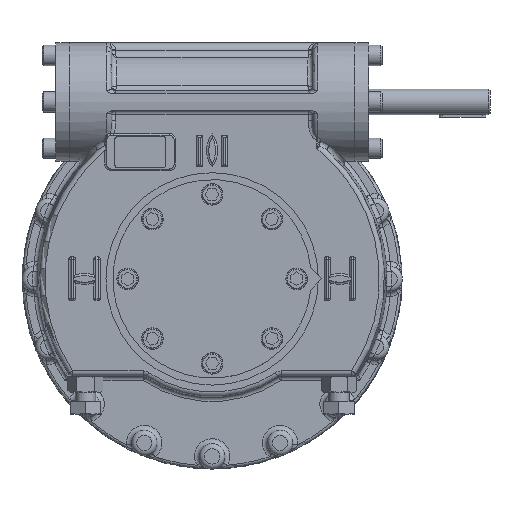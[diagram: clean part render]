
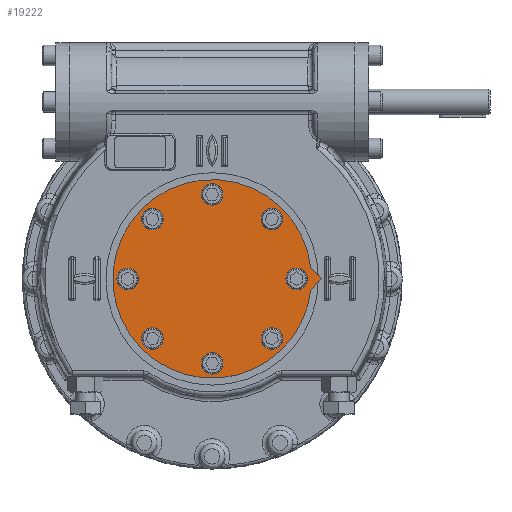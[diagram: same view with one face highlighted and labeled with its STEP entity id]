
A CAD part, top view. The second image highlights one B-rep face of the part: STEP entity #19222.
In plain terms, the highlighted planar face has unit normal (0, 0, 1).
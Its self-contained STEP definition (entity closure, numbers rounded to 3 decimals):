
#1525=CIRCLE('',#20768,117.5);
#1534=CIRCLE('',#20781,8.5);
#1535=CIRCLE('',#20782,8.5);
#1536=CIRCLE('',#20783,8.5);
#1537=CIRCLE('',#20784,8.5);
#1538=CIRCLE('',#20785,8.5);
#1539=CIRCLE('',#20786,8.5);
#1540=CIRCLE('',#20787,8.5);
#1541=CIRCLE('',#20788,8.5);
#2737=LINE('',#47797,#3920);
#2739=LINE('',#47800,#3922);
#3920=VECTOR('',#24700,1000.);
#3922=VECTOR('',#24704,1000.);
#8473=ORIENTED_EDGE('',*,*,#11656,.F.);
#8474=ORIENTED_EDGE('',*,*,#11657,.F.);
#8475=ORIENTED_EDGE('',*,*,#11658,.F.);
#8476=ORIENTED_EDGE('',*,*,#11659,.F.);
#8477=ORIENTED_EDGE('',*,*,#11660,.F.);
#8478=ORIENTED_EDGE('',*,*,#11661,.F.);
#8479=ORIENTED_EDGE('',*,*,#11662,.F.);
#8480=ORIENTED_EDGE('',*,*,#11663,.F.);
#8481=ORIENTED_EDGE('',*,*,#11641,.T.);
#8482=ORIENTED_EDGE('',*,*,#11645,.T.);
#8483=ORIENTED_EDGE('',*,*,#11647,.T.);
#11641=EDGE_CURVE('',#13998,#13997,#1525,.T.);
#11645=EDGE_CURVE('',#13997,#14000,#2737,.T.);
#11647=EDGE_CURVE('',#14000,#13998,#2739,.T.);
#11656=EDGE_CURVE('',#14009,#14009,#1534,.T.);
#11657=EDGE_CURVE('',#14010,#14010,#1535,.T.);
#11658=EDGE_CURVE('',#14011,#14011,#1536,.T.);
#11659=EDGE_CURVE('',#14012,#14012,#1537,.T.);
#11660=EDGE_CURVE('',#14013,#14013,#1538,.T.);
#11661=EDGE_CURVE('',#14014,#14014,#1539,.T.);
#11662=EDGE_CURVE('',#14015,#14015,#1540,.T.);
#11663=EDGE_CURVE('',#14016,#14016,#1541,.T.);
#13997=VERTEX_POINT('',#47788);
#13998=VERTEX_POINT('',#47790);
#14000=VERTEX_POINT('',#47796);
#14009=VERTEX_POINT('',#47820);
#14010=VERTEX_POINT('',#47822);
#14011=VERTEX_POINT('',#47824);
#14012=VERTEX_POINT('',#47826);
#14013=VERTEX_POINT('',#47828);
#14014=VERTEX_POINT('',#47830);
#14015=VERTEX_POINT('',#47832);
#14016=VERTEX_POINT('',#47834);
#15760=EDGE_LOOP('',(#8473));
#15761=EDGE_LOOP('',(#8474));
#15762=EDGE_LOOP('',(#8475));
#15763=EDGE_LOOP('',(#8476));
#15764=EDGE_LOOP('',(#8477));
#15765=EDGE_LOOP('',(#8478));
#15766=EDGE_LOOP('',(#8479));
#15767=EDGE_LOOP('',(#8480));
#15768=EDGE_LOOP('',(#8481,#8482,#8483));
#16850=FACE_BOUND('',#15760,.T.);
#16851=FACE_BOUND('',#15761,.T.);
#16852=FACE_BOUND('',#15762,.T.);
#16853=FACE_BOUND('',#15763,.T.);
#16854=FACE_BOUND('',#15764,.T.);
#16855=FACE_BOUND('',#15765,.T.);
#16856=FACE_BOUND('',#15766,.T.);
#16857=FACE_BOUND('',#15767,.T.);
#16858=FACE_BOUND('',#15768,.T.);
#17288=PLANE('',#20780);
#19222=ADVANCED_FACE('',(#16850,#16851,#16852,#16853,#16854,#16855,#16856,
#16857,#16858),#17288,.T.);
#20768=AXIS2_PLACEMENT_3D('',#47789,#24693,#24694);
#20780=AXIS2_PLACEMENT_3D('',#47818,#24723,#24724);
#20781=AXIS2_PLACEMENT_3D('',#47819,#24725,#24726);
#20782=AXIS2_PLACEMENT_3D('',#47821,#24727,#24728);
#20783=AXIS2_PLACEMENT_3D('',#47823,#24729,#24730);
#20784=AXIS2_PLACEMENT_3D('',#47825,#24731,#24732);
#20785=AXIS2_PLACEMENT_3D('',#47827,#24733,#24734);
#20786=AXIS2_PLACEMENT_3D('',#47829,#24735,#24736);
#20787=AXIS2_PLACEMENT_3D('',#47831,#24737,#24738);
#20788=AXIS2_PLACEMENT_3D('',#47833,#24739,#24740);
#24693=DIRECTION('',(0.,0.,1.));
#24694=DIRECTION('',(1.,0.,0.));
#24700=DIRECTION('',(0.707,0.707,0.));
#24704=DIRECTION('',(-0.707,0.707,0.));
#24723=DIRECTION('',(0.,0.,1.));
#24724=DIRECTION('',(0.,-1.,0.));
#24725=DIRECTION('',(0.,0.,1.));
#24726=DIRECTION('',(0.707,-0.707,0.));
#24727=DIRECTION('',(0.,0.,1.));
#24728=DIRECTION('',(1.,0.,0.));
#24729=DIRECTION('',(0.,0.,1.));
#24730=DIRECTION('',(0.707,0.707,0.));
#24731=DIRECTION('',(0.,0.,1.));
#24732=DIRECTION('',(0.,1.,0.));
#24733=DIRECTION('',(0.,0.,1.));
#24734=DIRECTION('',(-0.707,0.707,0.));
#24735=DIRECTION('',(0.,0.,1.));
#24736=DIRECTION('',(-1.,0.,0.));
#24737=DIRECTION('',(0.,0.,1.));
#24738=DIRECTION('',(-0.707,-0.707,0.));
#24739=DIRECTION('',(0.,0.,1.));
#24740=DIRECTION('',(0.,-1.,0.));
#47788=CARTESIAN_POINT('',(116.751,-13.249,65.25));
#47789=CARTESIAN_POINT('',(0.,0.,65.25));
#47790=CARTESIAN_POINT('',(116.751,13.249,65.25));
#47796=CARTESIAN_POINT('',(130.,0.,65.25));
#47797=CARTESIAN_POINT('',(116.751,-13.249,65.25));
#47800=CARTESIAN_POINT('',(130.,0.,65.25));
#47818=CARTESIAN_POINT('',(0.,0.,65.25));
#47819=CARTESIAN_POINT('',(70.711,70.711,65.25));
#47820=CARTESIAN_POINT('',(76.721,64.7,65.25));
#47821=CARTESIAN_POINT('',(0.,100.,65.25));
#47822=CARTESIAN_POINT('',(8.5,100.,65.25));
#47823=CARTESIAN_POINT('',(-70.711,70.711,65.25));
#47824=CARTESIAN_POINT('',(-64.7,76.721,65.25));
#47825=CARTESIAN_POINT('',(-100.,0.,65.25));
#47826=CARTESIAN_POINT('',(-100.,8.5,65.25));
#47827=CARTESIAN_POINT('',(-70.711,-70.711,65.25));
#47828=CARTESIAN_POINT('',(-76.721,-64.7,65.25));
#47829=CARTESIAN_POINT('',(0.,-100.,65.25));
#47830=CARTESIAN_POINT('',(-8.5,-100.,65.25));
#47831=CARTESIAN_POINT('',(70.711,-70.711,65.25));
#47832=CARTESIAN_POINT('',(64.7,-76.721,65.25));
#47833=CARTESIAN_POINT('',(100.,0.,65.25));
#47834=CARTESIAN_POINT('',(100.,-8.5,65.25));
